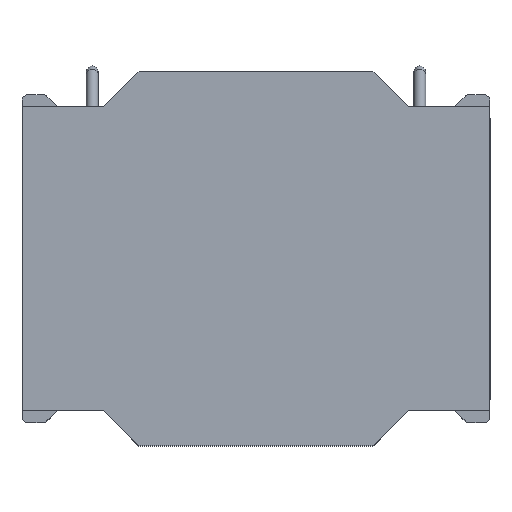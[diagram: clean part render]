
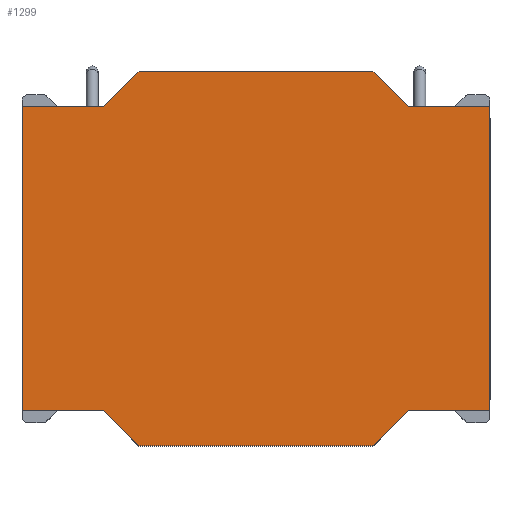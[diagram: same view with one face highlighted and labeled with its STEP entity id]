
A CAD part, top view. The second image highlights one B-rep face of the part: STEP entity #1299.
In plain terms, the highlighted planar face has unit normal (0, 0, 1).
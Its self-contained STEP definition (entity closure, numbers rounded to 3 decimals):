
#140=LINE('',#2584,#276);
#141=LINE('',#2587,#277);
#142=LINE('',#2589,#278);
#143=LINE('',#2591,#279);
#144=LINE('',#2593,#280);
#145=LINE('',#2595,#281);
#146=LINE('',#2597,#282);
#147=LINE('',#2599,#283);
#148=LINE('',#2601,#284);
#149=LINE('',#2603,#285);
#150=LINE('',#2605,#286);
#151=LINE('',#2607,#287);
#276=VECTOR('',#1853,1000.);
#277=VECTOR('',#1854,1000.);
#278=VECTOR('',#1855,1000.);
#279=VECTOR('',#1856,1000.);
#280=VECTOR('',#1857,1000.);
#281=VECTOR('',#1858,1000.);
#282=VECTOR('',#1859,1000.);
#283=VECTOR('',#1860,1000.);
#284=VECTOR('',#1861,1000.);
#285=VECTOR('',#1862,1000.);
#286=VECTOR('',#1863,1000.);
#287=VECTOR('',#1864,1000.);
#608=ORIENTED_EDGE('',*,*,#816,.T.);
#609=ORIENTED_EDGE('',*,*,#817,.T.);
#610=ORIENTED_EDGE('',*,*,#818,.T.);
#611=ORIENTED_EDGE('',*,*,#819,.T.);
#612=ORIENTED_EDGE('',*,*,#820,.T.);
#613=ORIENTED_EDGE('',*,*,#821,.T.);
#614=ORIENTED_EDGE('',*,*,#822,.T.);
#615=ORIENTED_EDGE('',*,*,#823,.T.);
#616=ORIENTED_EDGE('',*,*,#824,.T.);
#617=ORIENTED_EDGE('',*,*,#825,.T.);
#618=ORIENTED_EDGE('',*,*,#826,.T.);
#619=ORIENTED_EDGE('',*,*,#827,.T.);
#816=EDGE_CURVE('',#948,#949,#140,.T.);
#817=EDGE_CURVE('',#949,#950,#141,.T.);
#818=EDGE_CURVE('',#950,#951,#142,.T.);
#819=EDGE_CURVE('',#951,#952,#143,.T.);
#820=EDGE_CURVE('',#952,#953,#144,.T.);
#821=EDGE_CURVE('',#953,#954,#145,.T.);
#822=EDGE_CURVE('',#954,#955,#146,.T.);
#823=EDGE_CURVE('',#955,#956,#147,.T.);
#824=EDGE_CURVE('',#956,#957,#148,.T.);
#825=EDGE_CURVE('',#957,#958,#149,.T.);
#826=EDGE_CURVE('',#958,#959,#150,.T.);
#827=EDGE_CURVE('',#959,#948,#151,.T.);
#948=VERTEX_POINT('',#2585);
#949=VERTEX_POINT('',#2586);
#950=VERTEX_POINT('',#2588);
#951=VERTEX_POINT('',#2590);
#952=VERTEX_POINT('',#2592);
#953=VERTEX_POINT('',#2594);
#954=VERTEX_POINT('',#2596);
#955=VERTEX_POINT('',#2598);
#956=VERTEX_POINT('',#2600);
#957=VERTEX_POINT('',#2602);
#958=VERTEX_POINT('',#2604);
#959=VERTEX_POINT('',#2606);
#1071=EDGE_LOOP('',(#608,#609,#610,#611,#612,#613,#614,#615,#616,#617,#618,
#619));
#1165=FACE_BOUND('',#1071,.T.);
#1221=PLANE('',#1537);
#1299=ADVANCED_FACE('',(#1165),#1221,.T.);
#1537=AXIS2_PLACEMENT_3D('',#2583,#1851,#1852);
#1851=DIRECTION('',(0.,0.,1.));
#1852=DIRECTION('',(1.,0.,0.));
#1853=DIRECTION('',(-0.707,-0.707,0.));
#1854=DIRECTION('',(0.,-1.,0.));
#1855=DIRECTION('',(0.707,-0.707,0.));
#1856=DIRECTION('',(0.,-1.,0.));
#1857=DIRECTION('',(1.,0.,0.));
#1858=DIRECTION('',(0.,1.,0.));
#1859=DIRECTION('',(0.707,0.707,0.));
#1860=DIRECTION('',(0.,1.,0.));
#1861=DIRECTION('',(-0.707,0.707,0.));
#1862=DIRECTION('',(0.,1.,0.));
#1863=DIRECTION('',(-1.,0.,0.));
#1864=DIRECTION('',(0.,-1.,0.));
#2583=CARTESIAN_POINT('',(0.,0.,0.125));
#2584=CARTESIAN_POINT('',(-0.8,0.5,0.125));
#2585=CARTESIAN_POINT('',(-0.65,0.65,0.125));
#2586=CARTESIAN_POINT('',(-0.8,0.5,0.125));
#2587=CARTESIAN_POINT('',(-0.8,0.5,0.125));
#2588=CARTESIAN_POINT('',(-0.8,-0.5,0.125));
#2589=CARTESIAN_POINT('',(-0.8,-0.5,0.125));
#2590=CARTESIAN_POINT('',(-0.65,-0.65,0.125));
#2591=CARTESIAN_POINT('',(-0.65,-0.65,0.125));
#2592=CARTESIAN_POINT('',(-0.65,-1.,0.125));
#2593=CARTESIAN_POINT('',(-0.65,-1.,0.125));
#2594=CARTESIAN_POINT('',(0.65,-1.,0.125));
#2595=CARTESIAN_POINT('',(0.65,-0.65,0.125));
#2596=CARTESIAN_POINT('',(0.65,-0.65,0.125));
#2597=CARTESIAN_POINT('',(0.8,-0.5,0.125));
#2598=CARTESIAN_POINT('',(0.8,-0.5,0.125));
#2599=CARTESIAN_POINT('',(0.8,0.5,0.125));
#2600=CARTESIAN_POINT('',(0.8,0.5,0.125));
#2601=CARTESIAN_POINT('',(0.8,0.5,0.125));
#2602=CARTESIAN_POINT('',(0.65,0.65,0.125));
#2603=CARTESIAN_POINT('',(0.65,0.65,0.125));
#2604=CARTESIAN_POINT('',(0.65,1.,0.125));
#2605=CARTESIAN_POINT('',(-0.65,1.,0.125));
#2606=CARTESIAN_POINT('',(-0.65,1.,0.125));
#2607=CARTESIAN_POINT('',(-0.65,0.65,0.125));
